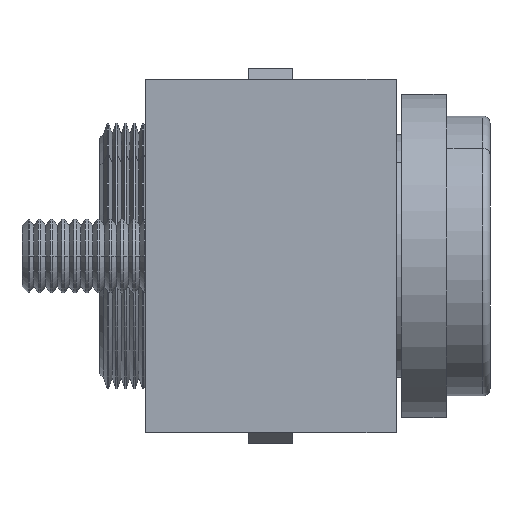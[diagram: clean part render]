
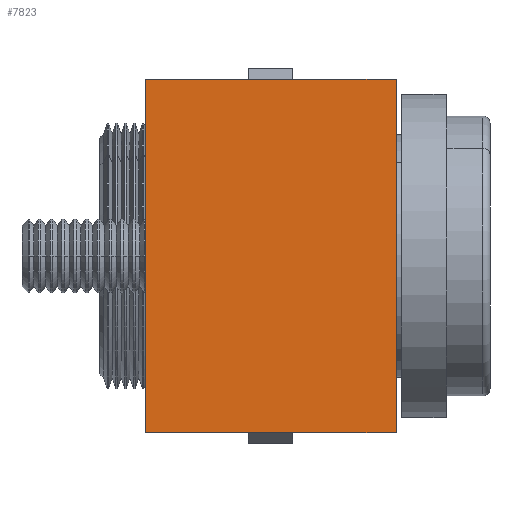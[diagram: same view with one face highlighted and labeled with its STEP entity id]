
A CAD part, left-side view. The second image highlights one B-rep face of the part: STEP entity #7823.
In plain terms, the highlighted planar face has unit normal (-1, 0, 0).
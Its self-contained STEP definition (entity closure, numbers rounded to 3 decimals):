
#71 = AXIS2_PLACEMENT_3D ( 'NONE', #876, #884, #885 ) ;
#289 = FACE_OUTER_BOUND ( 'NONE', #6360, .T. ) ;
#876 = CARTESIAN_POINT ( 'NONE',  ( -22.5, 17., 12. ) ) ;
#881 = PLANE ( 'NONE',  #71 ) ;
#884 = DIRECTION ( 'NONE',  ( 1., 0., 0. ) ) ;
#885 = DIRECTION ( 'NONE',  ( 0., 0., -1. ) ) ;
#1785 = EDGE_CURVE ( 'NONE', #10499, #10361, #9540, .T. ) ;
#1790 = EDGE_CURVE ( 'NONE', #10489, #10499, #9547, .T. ) ;
#1795 = EDGE_CURVE ( 'NONE', #10489, #7716, #9555, .T. ) ;
#1800 = EDGE_CURVE ( 'NONE', #7716, #10361, #9565, .T. ) ;
#1973 = ORIENTED_EDGE ( 'NONE', *, *, #1800, .T. ) ;
#2003 = ORIENTED_EDGE ( 'NONE', *, *, #1785, .F. ) ;
#2018 = ORIENTED_EDGE ( 'NONE', *, *, #1795, .T. ) ;
#2029 = ORIENTED_EDGE ( 'NONE', *, *, #1790, .F. ) ;
#4476 = DIRECTION ( 'NONE',  ( 0., 0., 1. ) ) ;
#4482 = CARTESIAN_POINT ( 'NONE',  ( -22.5, 0., 12. ) ) ;
#5552 = CARTESIAN_POINT ( 'NONE',  ( -22.5, 0., 12. ) ) ;
#5677 = CARTESIAN_POINT ( 'NONE',  ( -22.5, 17., -12. ) ) ;
#5687 = CARTESIAN_POINT ( 'NONE',  ( -22.5, 17., 12. ) ) ;
#6360 = EDGE_LOOP ( 'NONE', ( #1973, #2003, #2029, #2018 ) ) ;
#6880 = CARTESIAN_POINT ( 'NONE',  ( -22.5, 0., -12. ) ) ;
#7716 = VERTEX_POINT ( 'NONE', #6880 ) ;
#7823 = ADVANCED_FACE ( 'NONE', ( #289 ), #881, .F. ) ;
#8157 = DIRECTION ( 'NONE',  ( 0., 0., 1. ) ) ;
#8164 = CARTESIAN_POINT ( 'NONE',  ( -22.5, 17., -12. ) ) ;
#8167 = DIRECTION ( 'NONE',  ( 0., -1., 0. ) ) ;
#8169 = DIRECTION ( 'NONE',  ( 0., -1., 0. ) ) ;
#8179 = CARTESIAN_POINT ( 'NONE',  ( -22.5, 17., 12. ) ) ;
#8181 = CARTESIAN_POINT ( 'NONE',  ( -22.5, 17., 12. ) ) ;
#9540 = LINE ( 'NONE', #8181, #9543 ) ;
#9543 = VECTOR ( 'NONE', #8167, 1000. ) ;
#9547 = LINE ( 'NONE', #8179, #9550 ) ;
#9550 = VECTOR ( 'NONE', #8157, 1000. ) ;
#9555 = LINE ( 'NONE', #8164, #9559 ) ;
#9559 = VECTOR ( 'NONE', #8169, 1000. ) ;
#9565 = LINE ( 'NONE', #4482, #9568 ) ;
#9568 = VECTOR ( 'NONE', #4476, 1000. ) ;
#10361 = VERTEX_POINT ( 'NONE', #5552 ) ;
#10489 = VERTEX_POINT ( 'NONE', #5677 ) ;
#10499 = VERTEX_POINT ( 'NONE', #5687 ) ;
